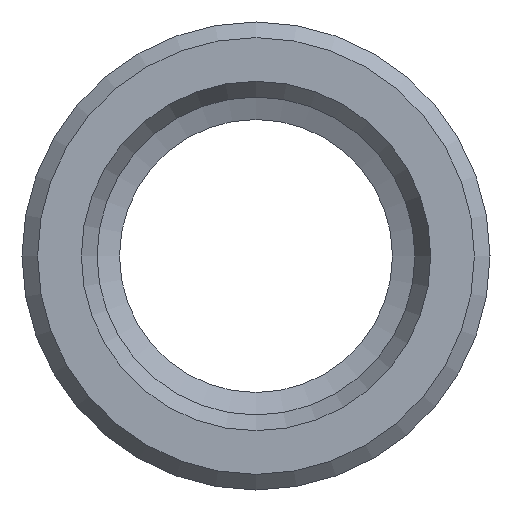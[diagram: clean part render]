
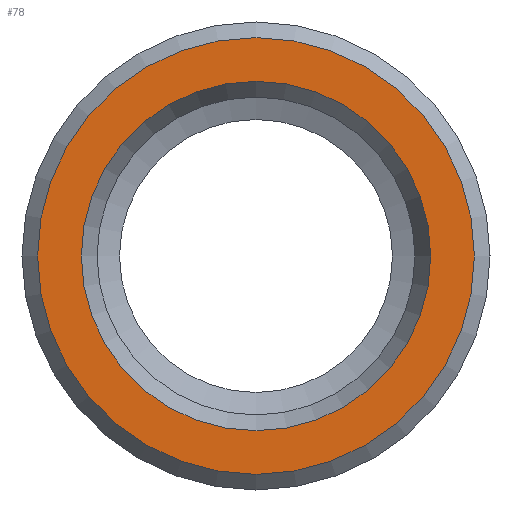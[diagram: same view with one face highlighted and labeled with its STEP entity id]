
A CAD part, front view. The second image highlights one B-rep face of the part: STEP entity #78.
In plain terms, the highlighted planar face has unit normal (0, -1, 0).
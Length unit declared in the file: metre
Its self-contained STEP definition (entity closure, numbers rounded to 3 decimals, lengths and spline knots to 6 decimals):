
#78 = ADVANCED_FACE( 'NONE', ( #179, #180 ), #181, .T. );
#179 = FACE_OUTER_BOUND( '', #306, .T. );
#180 = FACE_BOUND( '', #307, .T. );
#181 = PLANE( '', #308 );
#306 = EDGE_LOOP( '', ( #451 ) );
#307 = EDGE_LOOP( '', ( #452 ) );
#308 = AXIS2_PLACEMENT_3D( '', #453, #454, #455 );
#451 = ORIENTED_EDGE( '', *, *, #591, .F. );
#452 = ORIENTED_EDGE( '', *, *, #579, .T. );
#453 = CARTESIAN_POINT( '', ( -0.0056, -0.015, 0. ) );
#454 = DIRECTION( '', ( 0., -1., 0. ) );
#455 = DIRECTION( '', ( -1., 0., 0. ) );
#579 = EDGE_CURVE( 'NONE', #652, #652, #653, .T. );
#591 = EDGE_CURVE( 'NONE', #671, #671, #672, .T. );
#652 = VERTEX_POINT( '', #742 );
#653 = CIRCLE( '', #743, 0.004479 );
#671 = VERTEX_POINT( '', #761 );
#672 = CIRCLE( '', #762, 0.0056 );
#742 = CARTESIAN_POINT( '', ( 0., -0.015, -0.004479 ) );
#743 = AXIS2_PLACEMENT_3D( '', #837, #838, #839 );
#761 = CARTESIAN_POINT( '', ( 0., -0.015, -0.0056 ) );
#762 = AXIS2_PLACEMENT_3D( '', #858, #859, #860 );
#837 = CARTESIAN_POINT( '', ( 0., -0.015, 0. ) );
#838 = DIRECTION( '', ( 0., 1., 0. ) );
#839 = DIRECTION( '', ( 0., 0., -1. ) );
#858 = CARTESIAN_POINT( '', ( 0., -0.015, 0. ) );
#859 = DIRECTION( '', ( 0., 1., 0. ) );
#860 = DIRECTION( '', ( 0., 0., -1. ) );
